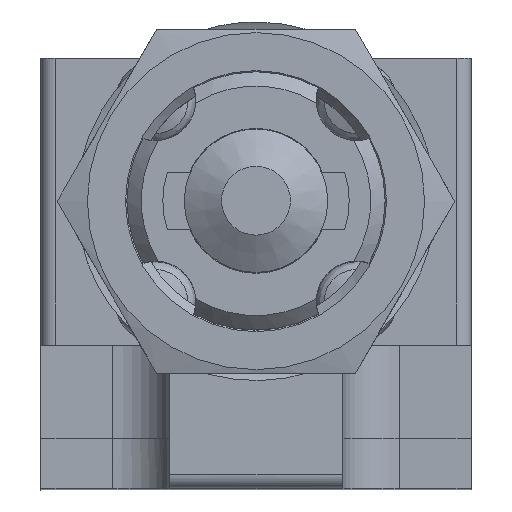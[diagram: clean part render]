
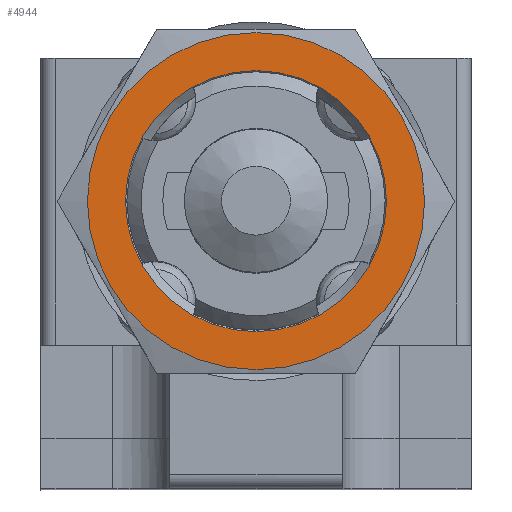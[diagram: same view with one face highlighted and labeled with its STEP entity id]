
A CAD part, top view. The second image highlights one B-rep face of the part: STEP entity #4944.
In plain terms, the highlighted planar face has unit normal (0, 0, 1).
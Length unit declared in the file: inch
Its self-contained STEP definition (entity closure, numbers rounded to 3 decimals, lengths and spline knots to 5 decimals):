
#154 = FACE_BOUND ( 'NONE', #7589, .T. ) ;
#274 = AXIS2_PLACEMENT_3D ( 'NONE', #7853, #5090, #3356 ) ;
#372 = EDGE_CURVE ( 'NONE', #8776, #8776, #771, .T. ) ;
#411 = CARTESIAN_POINT ( 'NONE',  ( -0.4626, 0.1378, 3.34173 ) ) ;
#717 = CIRCLE ( 'NONE', #15497, 0.35827 ) ;
#771 = CIRCLE ( 'NONE', #12883, 0.4626 ) ;
#2015 = CARTESIAN_POINT ( 'NONE',  ( 0., 0.1378, 3.34173 ) ) ;
#2152 = CARTESIAN_POINT ( 'NONE',  ( 0.35827, 0.1378, 3.34173 ) ) ;
#3356 = DIRECTION ( 'NONE',  ( 1., 0., 0. ) ) ;
#3610 = VERTEX_POINT ( 'NONE', #2152 ) ;
#4801 = DIRECTION ( 'NONE',  ( 0., 0., -1. ) ) ;
#4944 = ADVANCED_FACE ( 'NONE', ( #154, #5761 ), #11400, .T. ) ;
#4971 = DIRECTION ( 'NONE',  ( 1., 0., 0. ) ) ;
#5090 = DIRECTION ( 'NONE',  ( 0., 0., 1. ) ) ;
#5761 = FACE_OUTER_BOUND ( 'NONE', #9908, .T. ) ;
#6600 = EDGE_CURVE ( 'NONE', #3610, #3610, #717, .T. ) ;
#7589 = EDGE_LOOP ( 'NONE', ( #17852 ) ) ;
#7853 = CARTESIAN_POINT ( 'NONE',  ( 0.41043, 0.1378, 3.34173 ) ) ;
#8776 = VERTEX_POINT ( 'NONE', #411 ) ;
#9908 = EDGE_LOOP ( 'NONE', ( #10259 ) ) ;
#10259 = ORIENTED_EDGE ( 'NONE', *, *, #372, .T. ) ;
#11400 = PLANE ( 'NONE',  #274 ) ;
#12883 = AXIS2_PLACEMENT_3D ( 'NONE', #2015, #17364, #16057 ) ;
#15497 = AXIS2_PLACEMENT_3D ( 'NONE', #16270, #4801, #4971 ) ;
#16057 = DIRECTION ( 'NONE',  ( -1., 0., 0. ) ) ;
#16270 = CARTESIAN_POINT ( 'NONE',  ( 0., 0.1378, 3.34173 ) ) ;
#17364 = DIRECTION ( 'NONE',  ( 0., 0., 1. ) ) ;
#17852 = ORIENTED_EDGE ( 'NONE', *, *, #6600, .T. ) ;
